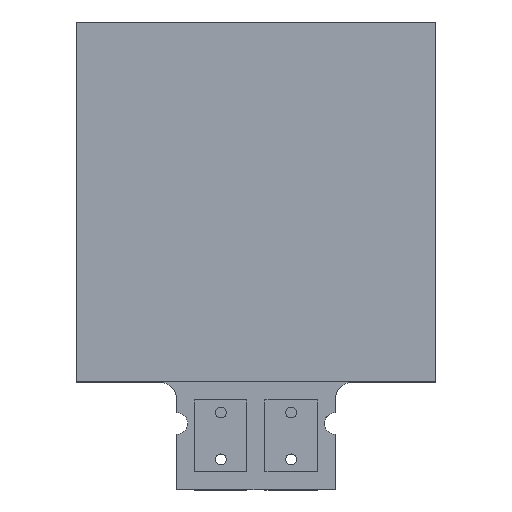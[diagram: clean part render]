
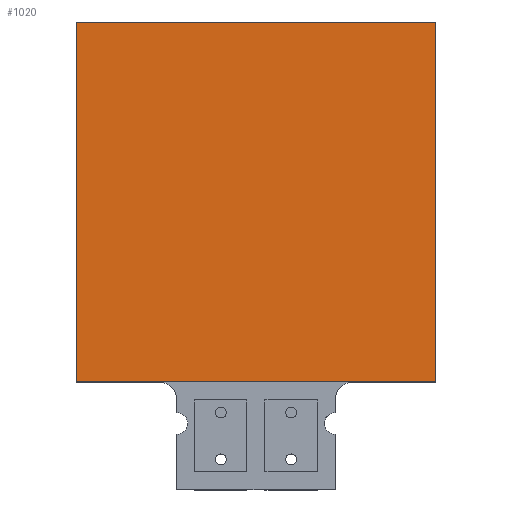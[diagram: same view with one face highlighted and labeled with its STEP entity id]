
A CAD part, top view. The second image highlights one B-rep face of the part: STEP entity #1020.
In plain terms, the highlighted planar face has unit normal (0, 0, 1).
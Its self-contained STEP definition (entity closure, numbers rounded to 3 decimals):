
#31 = CARTESIAN_POINT ( 'NONE',  ( 10., 10., 0.5 ) ) ;
#39 = LINE ( 'NONE', #765, #1013 ) ;
#118 = AXIS2_PLACEMENT_3D ( 'NONE', #1802, #1739, #1735 ) ;
#133 = VECTOR ( 'NONE', #313, 1000. ) ;
#206 = EDGE_LOOP ( 'NONE', ( #1499, #1418, #1397, #1913 ) ) ;
#263 = VERTEX_POINT ( 'NONE', #1098 ) ;
#267 = LINE ( 'NONE', #525, #718 ) ;
#287 = DIRECTION ( 'NONE',  ( 0., -1., 0. ) ) ;
#313 = DIRECTION ( 'NONE',  ( 0., 1., 0. ) ) ;
#362 = CARTESIAN_POINT ( 'NONE',  ( 10., 0., 0.5 ) ) ;
#418 = EDGE_CURVE ( 'NONE', #263, #1677, #267, .T. ) ;
#525 = CARTESIAN_POINT ( 'NONE',  ( 0., 10., 0.5 ) ) ;
#544 = EDGE_CURVE ( 'NONE', #1591, #1305, #1391, .T. ) ;
#706 = DIRECTION ( 'NONE',  ( -1., 0., 0. ) ) ;
#718 = VECTOR ( 'NONE', #706, 1000. ) ;
#748 = EDGE_CURVE ( 'NONE', #1305, #263, #1516, .T. ) ;
#765 = CARTESIAN_POINT ( 'NONE',  ( 0., 10., 0.5 ) ) ;
#990 = EDGE_CURVE ( 'NONE', #1677, #1591, #39, .T. ) ;
#1013 = VECTOR ( 'NONE', #287, 1000. ) ;
#1020 = ADVANCED_FACE ( 'NONE', ( #1736 ), #1827, .T. ) ;
#1031 = CARTESIAN_POINT ( 'NONE',  ( 0., 0., 0.5 ) ) ;
#1098 = CARTESIAN_POINT ( 'NONE',  ( 10., 10., 0.5 ) ) ;
#1287 = VECTOR ( 'NONE', #1760, 1000. ) ;
#1305 = VERTEX_POINT ( 'NONE', #362 ) ;
#1328 = CARTESIAN_POINT ( 'NONE',  ( 0., 10., 0.5 ) ) ;
#1391 = LINE ( 'NONE', #1031, #1287 ) ;
#1397 = ORIENTED_EDGE ( 'NONE', *, *, #748, .T. ) ;
#1418 = ORIENTED_EDGE ( 'NONE', *, *, #544, .T. ) ;
#1499 = ORIENTED_EDGE ( 'NONE', *, *, #990, .T. ) ;
#1516 = LINE ( 'NONE', #31, #133 ) ;
#1531 = CARTESIAN_POINT ( 'NONE',  ( 0., 0., 0.5 ) ) ;
#1591 = VERTEX_POINT ( 'NONE', #1531 ) ;
#1677 = VERTEX_POINT ( 'NONE', #1328 ) ;
#1735 = DIRECTION ( 'NONE',  ( 1., 0., 0. ) ) ;
#1736 = FACE_OUTER_BOUND ( 'NONE', #206, .T. ) ;
#1739 = DIRECTION ( 'NONE',  ( 0., 0., 1. ) ) ;
#1760 = DIRECTION ( 'NONE',  ( 1., 0., 0. ) ) ;
#1802 = CARTESIAN_POINT ( 'NONE',  ( 0., 0., 0.5 ) ) ;
#1827 = PLANE ( 'NONE',  #118 ) ;
#1913 = ORIENTED_EDGE ( 'NONE', *, *, #418, .T. ) ;
